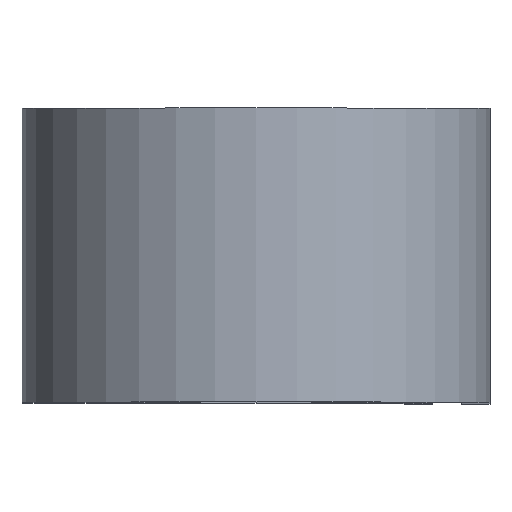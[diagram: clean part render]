
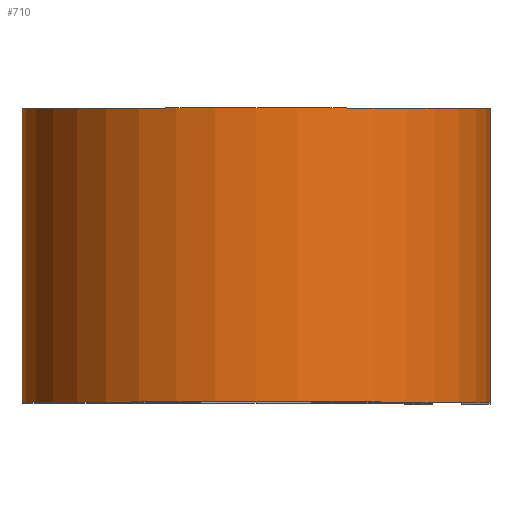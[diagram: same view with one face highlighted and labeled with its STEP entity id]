
A CAD part, top view. The second image highlights one B-rep face of the part: STEP entity #710.
In plain terms, the highlighted cylindrical face has radius 12.636 mm (diameter 25.273 mm), a partial arc.
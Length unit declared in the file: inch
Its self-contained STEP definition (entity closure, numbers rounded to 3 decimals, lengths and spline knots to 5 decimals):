
#11 = CIRCLE ( 'NONE', #249, 0.4975 ) ;
#20 = FACE_OUTER_BOUND ( 'NONE', #129, .T. ) ;
#50 = AXIS2_PLACEMENT_3D ( 'NONE', #788, #673, #151 ) ;
#80 = CIRCLE ( 'NONE', #50, 0.4975 ) ;
#86 = LINE ( 'NONE', #88, #686 ) ;
#88 = CARTESIAN_POINT ( 'NONE',  ( -0.4975, 0.3125, 0.875 ) ) ;
#116 = CARTESIAN_POINT ( 'NONE',  ( 0., 0.3125, 0.875 ) ) ;
#129 = EDGE_LOOP ( 'NONE', ( #483, #445, #844, #421 ) ) ;
#133 = EDGE_CURVE ( 'NONE', #143, #464, #80, .T. ) ;
#143 = VERTEX_POINT ( 'NONE', #184 ) ;
#144 = DIRECTION ( 'NONE',  ( 0., -1., 0. ) ) ;
#151 = DIRECTION ( 'NONE',  ( 1., 0., 0. ) ) ;
#166 = DIRECTION ( 'NONE',  ( 0., -1., 0. ) ) ;
#184 = CARTESIAN_POINT ( 'NONE',  ( -0.4975, -0.3125, 0.875 ) ) ;
#199 = DIRECTION ( 'NONE',  ( 1., 0., 0. ) ) ;
#200 = CYLINDRICAL_SURFACE ( 'NONE', #642, 0.4975 ) ;
#249 = AXIS2_PLACEMENT_3D ( 'NONE', #116, #652, #199 ) ;
#270 = CARTESIAN_POINT ( 'NONE',  ( -0.4975, 0.3125, 0.875 ) ) ;
#295 = LINE ( 'NONE', #724, #726 ) ;
#306 = DIRECTION ( 'NONE',  ( 0., 0., -1. ) ) ;
#421 = ORIENTED_EDGE ( 'NONE', *, *, #820, .T. ) ;
#444 = EDGE_CURVE ( 'NONE', #452, #638, #11, .T. ) ;
#445 = ORIENTED_EDGE ( 'NONE', *, *, #727, .F. ) ;
#452 = VERTEX_POINT ( 'NONE', #270 ) ;
#464 = VERTEX_POINT ( 'NONE', #586 ) ;
#466 = CARTESIAN_POINT ( 'NONE',  ( 0., 0.3125, 0.875 ) ) ;
#483 = ORIENTED_EDGE ( 'NONE', *, *, #133, .T. ) ;
#586 = CARTESIAN_POINT ( 'NONE',  ( 0.4975, -0.3125, 0.875 ) ) ;
#612 = DIRECTION ( 'NONE',  ( 0., -1., 0. ) ) ;
#638 = VERTEX_POINT ( 'NONE', #862 ) ;
#642 = AXIS2_PLACEMENT_3D ( 'NONE', #466, #144, #306 ) ;
#652 = DIRECTION ( 'NONE',  ( 0., 1., 0. ) ) ;
#673 = DIRECTION ( 'NONE',  ( 0., 1., 0. ) ) ;
#686 = VECTOR ( 'NONE', #166, 39.37008 ) ;
#710 = ADVANCED_FACE ( 'NONE', ( #20 ), #200, .T. ) ;
#724 = CARTESIAN_POINT ( 'NONE',  ( 0.4975, 0.3125, 0.875 ) ) ;
#726 = VECTOR ( 'NONE', #612, 39.37008 ) ;
#727 = EDGE_CURVE ( 'NONE', #638, #464, #295, .T. ) ;
#788 = CARTESIAN_POINT ( 'NONE',  ( 0., -0.3125, 0.875 ) ) ;
#820 = EDGE_CURVE ( 'NONE', #452, #143, #86, .T. ) ;
#844 = ORIENTED_EDGE ( 'NONE', *, *, #444, .F. ) ;
#862 = CARTESIAN_POINT ( 'NONE',  ( 0.4975, 0.3125, 0.875 ) ) ;
